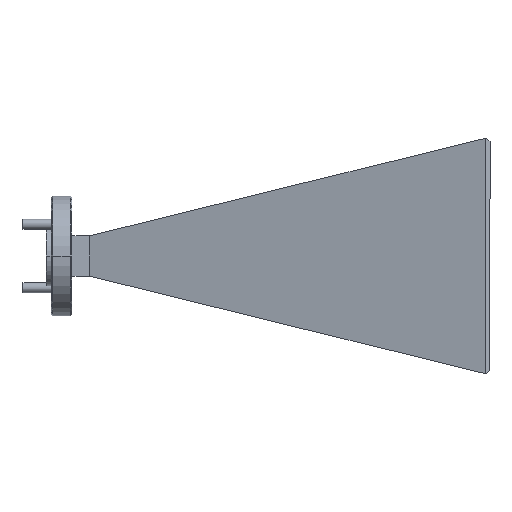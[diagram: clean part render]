
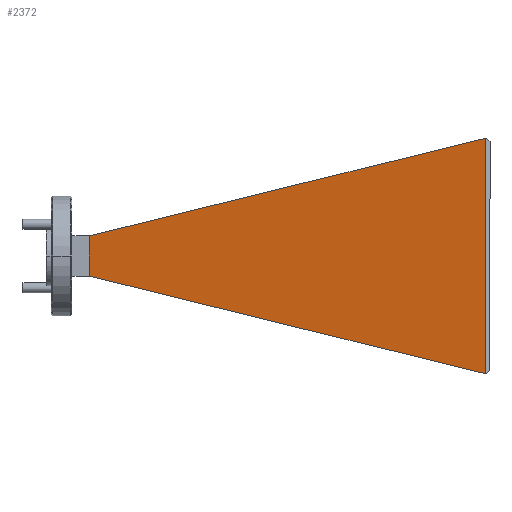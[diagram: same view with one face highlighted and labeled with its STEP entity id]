
A CAD part, front view. The second image highlights one B-rep face of the part: STEP entity #2372.
In plain terms, the highlighted planar face has unit normal (-0.19, -0.982, 0).
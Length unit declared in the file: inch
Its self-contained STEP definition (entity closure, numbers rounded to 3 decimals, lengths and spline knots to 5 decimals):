
#162 = CARTESIAN_POINT ( 'NONE',  ( -2.21729, -0.00853, 2.24608 ) ) ;
#173 = ORIENTED_EDGE ( 'NONE', *, *, #2349, .T. ) ;
#186 = DIRECTION ( 'NONE',  ( -0.19, -0.982, 0. ) ) ;
#243 = EDGE_CURVE ( 'NONE', #2482, #2079, #1586, .T. ) ;
#248 = LINE ( 'NONE', #1132, #1122 ) ;
#312 = CARTESIAN_POINT ( 'NONE',  ( -2.21729, -0.00853, 2.24608 ) ) ;
#365 = FACE_OUTER_BOUND ( 'NONE', #1317, .T. ) ;
#375 = CARTESIAN_POINT ( 'NONE',  ( -2.90091, 0.12383, 1.50835 ) ) ;
#427 = ORIENTED_EDGE ( 'NONE', *, *, #243, .T. ) ;
#441 = LINE ( 'NONE', #984, #1474 ) ;
#605 = ORIENTED_EDGE ( 'NONE', *, *, #2331, .T. ) ;
#609 = VERTEX_POINT ( 'NONE', #312 ) ;
#621 = CARTESIAN_POINT ( 'NONE',  ( -2.21729, -0.00853, 0.77061 ) ) ;
#645 = VERTEX_POINT ( 'NONE', #708 ) ;
#708 = CARTESIAN_POINT ( 'NONE',  ( -4.69784, 0.47177, 1.63435 ) ) ;
#723 = DIRECTION ( 'NONE',  ( 0.982, -0.19, 0. ) ) ;
#875 = AXIS2_PLACEMENT_3D ( 'NONE', #375, #186, #723 ) ;
#984 = CARTESIAN_POINT ( 'NONE',  ( -2.21729, -0.00853, 1.50835 ) ) ;
#1122 = VECTOR ( 'NONE', #2249, 39.37008 ) ;
#1132 = CARTESIAN_POINT ( 'NONE',  ( -4.69784, 0.47177, 1.50835 ) ) ;
#1317 = EDGE_LOOP ( 'NONE', ( #173, #605, #427, #2051 ) ) ;
#1338 = DIRECTION ( 'NONE',  ( 0.954, -0.185, -0.235 ) ) ;
#1386 = VECTOR ( 'NONE', #2476, 39.37008 ) ;
#1453 = EDGE_CURVE ( 'NONE', #2079, #609, #441, .T. ) ;
#1474 = VECTOR ( 'NONE', #2317, 39.37008 ) ;
#1499 = PLANE ( 'NONE',  #875 ) ;
#1586 = LINE ( 'NONE', #2057, #2206 ) ;
#1766 = LINE ( 'NONE', #162, #1386 ) ;
#2051 = ORIENTED_EDGE ( 'NONE', *, *, #1453, .T. ) ;
#2057 = CARTESIAN_POINT ( 'NONE',  ( -4.69784, 0.47177, 1.38235 ) ) ;
#2079 = VERTEX_POINT ( 'NONE', #621 ) ;
#2206 = VECTOR ( 'NONE', #1338, 39.37008 ) ;
#2249 = DIRECTION ( 'NONE',  ( 0., 0., -1. ) ) ;
#2316 = CARTESIAN_POINT ( 'NONE',  ( -4.69784, 0.47177, 1.38235 ) ) ;
#2317 = DIRECTION ( 'NONE',  ( 0., 0., 1. ) ) ;
#2331 = EDGE_CURVE ( 'NONE', #645, #2482, #248, .T. ) ;
#2349 = EDGE_CURVE ( 'NONE', #609, #645, #1766, .T. ) ;
#2372 = ADVANCED_FACE ( 'N', ( #365 ), #1499, .T. ) ;
#2476 = DIRECTION ( 'NONE',  ( -0.954, 0.185, -0.235 ) ) ;
#2482 = VERTEX_POINT ( 'NONE', #2316 ) ;
